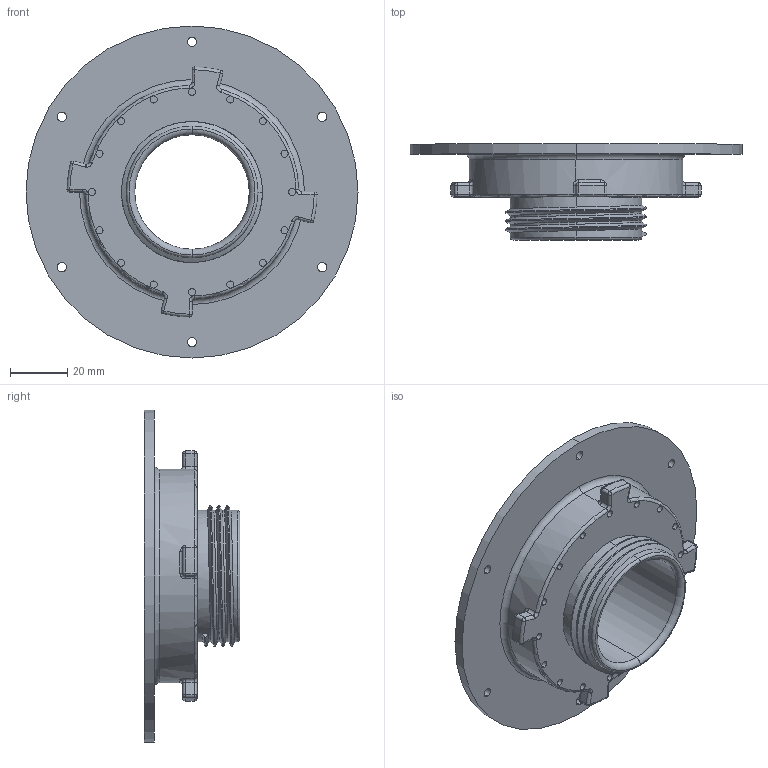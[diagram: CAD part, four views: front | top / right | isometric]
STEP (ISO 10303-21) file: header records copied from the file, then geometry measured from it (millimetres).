
FILE_DESCRIPTION (( 'STEP AP203' ), '1' );
FILE_NAME ('Vacuum_gate01_v2.STEP', '2025-01-08T08:27:42', ( '' ), ( '' ), 'SwSTEP 2.0', 'SolidWorks 2024', '' );
FILE_SCHEMA (( 'CONFIG_CONTROL_DESIGN' ));
Length unit declared in the file: millimetre
Products named in the file (1): Vacuum_gate01_v2
Bounding box: 116 x 33.5 x 116 mm (x, y, z)
Volume: 87424.8 mm3; surface area: 31380.1 mm2
Topology: 1 solids, 1 shells, 194 faces, 444 edges, 259 vertices
Faces by surface type: cylinder 98, plane 33, torus 31, sphere 21, bspline 11
Entity records: 6488 total; most frequent: CARTESIAN_POINT 2051, DIRECTION 1012, ORIENTED_EDGE 856, AXIS2_PLACEMENT_3D 442, EDGE_CURVE 428, CIRCLE 258, VERTEX_POINT 253, EDGE_LOOP 225
